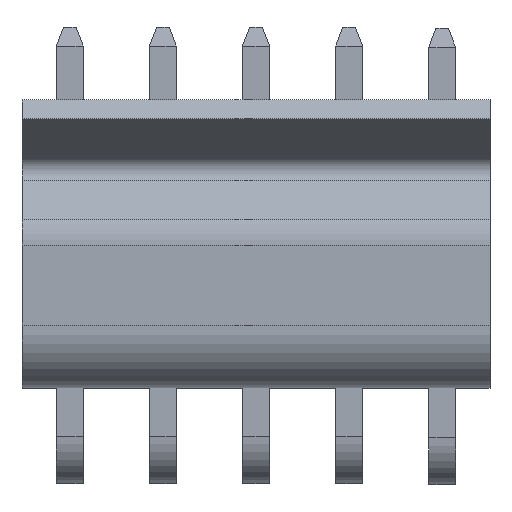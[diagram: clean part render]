
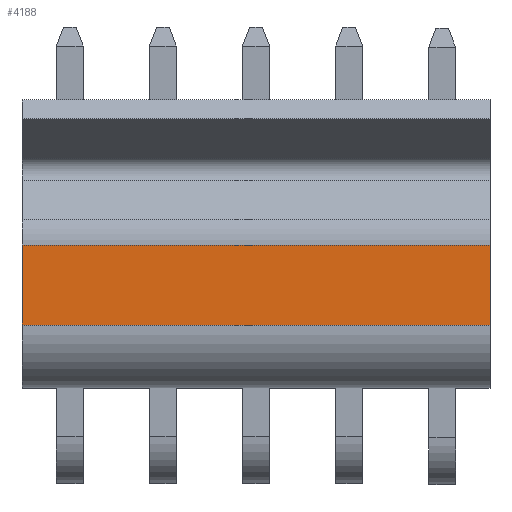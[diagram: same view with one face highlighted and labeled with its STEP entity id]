
A CAD part, top view. The second image highlights one B-rep face of the part: STEP entity #4188.
In plain terms, the highlighted face is planar.
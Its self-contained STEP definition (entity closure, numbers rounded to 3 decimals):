
#442=ORIENTED_EDGE('',*,*,#1058,.F.);
#443=ORIENTED_EDGE('',*,*,#1131,.F.);
#444=ORIENTED_EDGE('',*,*,#1132,.T.);
#445=ORIENTED_EDGE('',*,*,#1086,.T.);
#1058=EDGE_CURVE('',#1453,#1435,#1745,.T.);
#1086=EDGE_CURVE('',#1472,#1435,#1773,.T.);
#1131=EDGE_CURVE('',#1498,#1453,#1812,.T.);
#1132=EDGE_CURVE('',#1498,#1472,#1813,.T.);
#1435=VERTEX_POINT('',#5547);
#1453=VERTEX_POINT('',#5583);
#1472=VERTEX_POINT('',#5637);
#1498=VERTEX_POINT('',#5721);
#1745=LINE('',#5584,#2140);
#1773=LINE('',#5636,#2168);
#1812=LINE('',#5722,#2207);
#1813=LINE('',#5724,#2208);
#2140=VECTOR('',#4729,1000.);
#2168=VECTOR('',#4769,1000.);
#2207=VECTOR('',#4848,1000.);
#2208=VECTOR('',#4851,1000.);
#2487=EDGE_LOOP('',(#442,#443,#444,#445));
#2672=FACE_BOUND('',#2487,.T.);
#2836=PLANE('',#4377);
#4188=ADVANCED_FACE('',(#2672),#2836,.T.);
#4377=AXIS2_PLACEMENT_3D('',#5725,#4852,#4853);
#4729=DIRECTION('',(0.,0.,1.));
#4769=DIRECTION('',(1.,0.,0.));
#4848=DIRECTION('',(1.,0.,0.));
#4851=DIRECTION('',(0.,0.,1.));
#4852=DIRECTION('',(0.,1.,0.));
#4853=DIRECTION('',(0.,0.,1.));
#5547=CARTESIAN_POINT('',(9.955,8.225,4.474));
#5583=CARTESIAN_POINT('',(9.955,8.225,1.074));
#5584=CARTESIAN_POINT('',(9.955,8.225,4.474));
#5636=CARTESIAN_POINT('',(-9.955,8.225,4.474));
#5637=CARTESIAN_POINT('',(-9.955,8.225,4.474));
#5721=CARTESIAN_POINT('',(-9.955,8.225,1.074));
#5722=CARTESIAN_POINT('',(-9.955,8.225,1.074));
#5724=CARTESIAN_POINT('',(-9.955,8.225,4.474));
#5725=CARTESIAN_POINT('',(-9.955,8.225,4.474));
